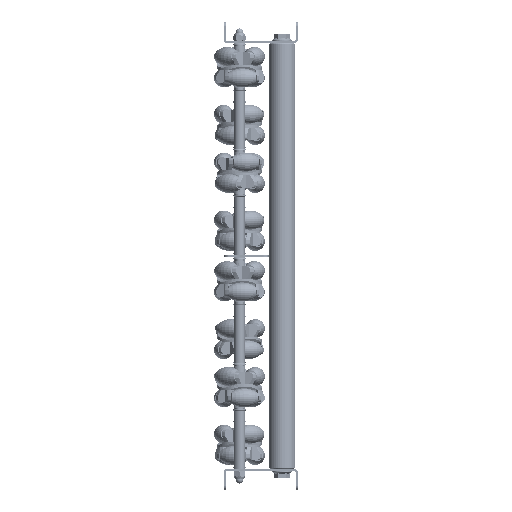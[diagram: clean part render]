
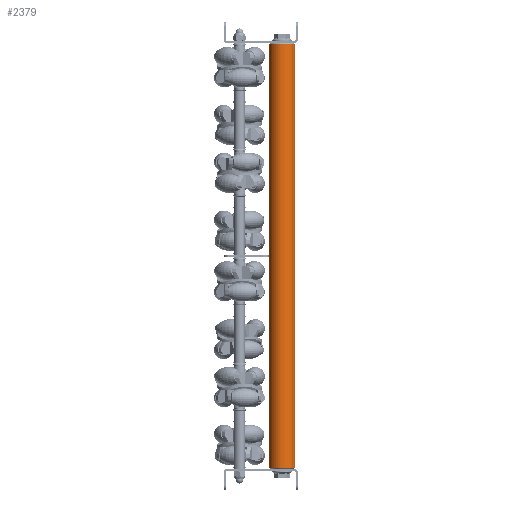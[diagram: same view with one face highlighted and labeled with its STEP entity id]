
A CAD part, left-side view. The second image highlights one B-rep face of the part: STEP entity #2379.
In plain terms, the highlighted cylindrical face has radius 12.5 mm (diameter 25 mm), a partial arc.
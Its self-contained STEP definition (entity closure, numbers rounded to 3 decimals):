
#339 = LINE ( 'NONE', #10756, #13367 ) ;
#439 = DIRECTION ( 'NONE',  ( 0., 0., -1. ) ) ;
#1321 = DIRECTION ( 'NONE',  ( -1., 0., 0. ) ) ;
#1405 = DIRECTION ( 'NONE',  ( -1., 0., 0. ) ) ;
#1868 = DIRECTION ( 'NONE',  ( -1., 0., 0. ) ) ;
#2379 = ADVANCED_FACE ( 'NONE', ( #2736 ), #8601, .T. ) ;
#2628 = CIRCLE ( 'NONE', #11087, 12.5 ) ;
#2736 = FACE_OUTER_BOUND ( 'NONE', #8535, .T. ) ;
#2917 = VECTOR ( 'NONE', #12942, 1000. ) ;
#4167 = ORIENTED_EDGE ( 'NONE', *, *, #10021, .F. ) ;
#4215 = CARTESIAN_POINT ( 'NONE',  ( 399., 0., 0. ) ) ;
#4381 = AXIS2_PLACEMENT_3D ( 'NONE', #4215, #1405, #7187 ) ;
#4564 = EDGE_CURVE ( 'NONE', #14443, #7621, #2628, .T. ) ;
#5186 = CARTESIAN_POINT ( 'NONE',  ( 399., 0., -12.5 ) ) ;
#5392 = LINE ( 'NONE', #16986, #2917 ) ;
#6033 = CARTESIAN_POINT ( 'NONE',  ( 1., 0., 0. ) ) ;
#6513 = CIRCLE ( 'NONE', #4381, 12.5 ) ;
#6920 = EDGE_CURVE ( 'NONE', #11750, #14443, #339, .T. ) ;
#7187 = DIRECTION ( 'NONE',  ( 0., 0., -1. ) ) ;
#7377 = CARTESIAN_POINT ( 'NONE',  ( 400., 0., 0. ) ) ;
#7621 = VERTEX_POINT ( 'NONE', #8721 ) ;
#8535 = EDGE_LOOP ( 'NONE', ( #4167, #17704, #10451, #14305 ) ) ;
#8601 = CYLINDRICAL_SURFACE ( 'NONE', #16725, 12.5 ) ;
#8721 = CARTESIAN_POINT ( 'NONE',  ( 1., 0., -12.5 ) ) ;
#10021 = EDGE_CURVE ( 'NONE', #18283, #7621, #5392, .T. ) ;
#10451 = ORIENTED_EDGE ( 'NONE', *, *, #6920, .T. ) ;
#10756 = CARTESIAN_POINT ( 'NONE',  ( 400., 0., 12.5 ) ) ;
#11087 = AXIS2_PLACEMENT_3D ( 'NONE', #6033, #13028, #439 ) ;
#11750 = VERTEX_POINT ( 'NONE', #17119 ) ;
#11895 = CARTESIAN_POINT ( 'NONE',  ( 1., 0., 12.5 ) ) ;
#12942 = DIRECTION ( 'NONE',  ( -1., 0., 0. ) ) ;
#13028 = DIRECTION ( 'NONE',  ( 1., 0., 0. ) ) ;
#13133 = DIRECTION ( 'NONE',  ( 0., 0., 1. ) ) ;
#13367 = VECTOR ( 'NONE', #1868, 1000. ) ;
#14305 = ORIENTED_EDGE ( 'NONE', *, *, #4564, .T. ) ;
#14443 = VERTEX_POINT ( 'NONE', #11895 ) ;
#16725 = AXIS2_PLACEMENT_3D ( 'NONE', #7377, #1321, #13133 ) ;
#16986 = CARTESIAN_POINT ( 'NONE',  ( 400., 0., -12.5 ) ) ;
#17000 = EDGE_CURVE ( 'NONE', #18283, #11750, #6513, .T. ) ;
#17119 = CARTESIAN_POINT ( 'NONE',  ( 399., 0., 12.5 ) ) ;
#17704 = ORIENTED_EDGE ( 'NONE', *, *, #17000, .T. ) ;
#18283 = VERTEX_POINT ( 'NONE', #5186 ) ;
